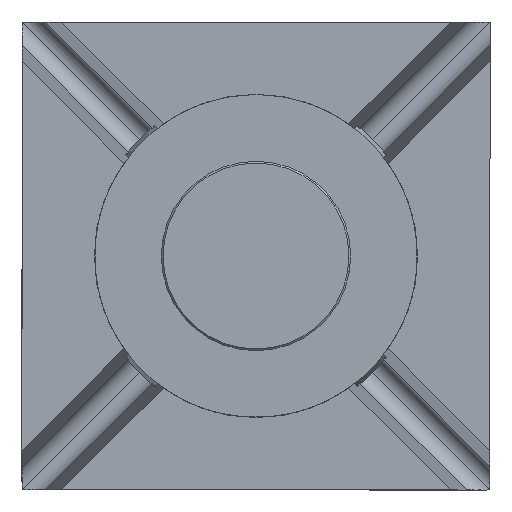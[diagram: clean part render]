
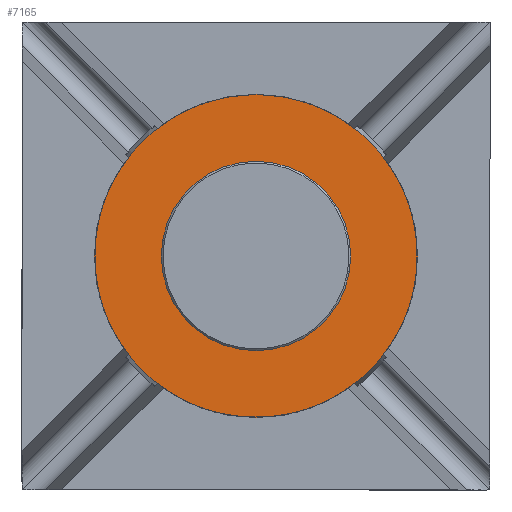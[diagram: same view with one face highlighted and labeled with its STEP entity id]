
A CAD part, left-side view. The second image highlights one B-rep face of the part: STEP entity #7165.
In plain terms, the highlighted planar face has unit normal (-1, 0, 0).
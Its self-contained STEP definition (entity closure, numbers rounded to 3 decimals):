
#211 = VERTEX_POINT ( 'NONE', #7618 ) ;
#355 = CARTESIAN_POINT ( 'NONE',  ( -25.771, 8.728, 0. ) ) ;
#883 = FACE_BOUND ( 'NONE', #1329, .T. ) ;
#1144 = ORIENTED_EDGE ( 'NONE', *, *, #4029, .F. ) ;
#1207 = CIRCLE ( 'NONE', #5436, 7.25 ) ;
#1329 = EDGE_LOOP ( 'NONE', ( #1144, #1448 ) ) ;
#1417 = DIRECTION ( 'NONE',  ( 0., -1., 0. ) ) ;
#1448 = ORIENTED_EDGE ( 'NONE', *, *, #5508, .F. ) ;
#1673 = CIRCLE ( 'NONE', #6419, 4.25 ) ;
#2107 = ORIENTED_EDGE ( 'NONE', *, *, #4098, .T. ) ;
#2151 = CARTESIAN_POINT ( 'NONE',  ( -25.771, 4.478, 0. ) ) ;
#2181 = EDGE_CURVE ( 'NONE', #7634, #5029, #1207, .T. ) ;
#2254 = ORIENTED_EDGE ( 'NONE', *, *, #2181, .T. ) ;
#2549 = DIRECTION ( 'NONE',  ( -1., 0., 0. ) ) ;
#2628 = DIRECTION ( 'NONE',  ( -1., 0., 0. ) ) ;
#2662 = CIRCLE ( 'NONE', #7005, 4.25 ) ;
#2802 = CARTESIAN_POINT ( 'NONE',  ( -25.771, -2.772, 0. ) ) ;
#3062 = CARTESIAN_POINT ( 'NONE',  ( -25.771, 4.478, 0. ) ) ;
#3326 = CARTESIAN_POINT ( 'NONE',  ( -25.771, 8.728, 0. ) ) ;
#3409 = CARTESIAN_POINT ( 'NONE',  ( -25.771, 11.728, 0. ) ) ;
#3476 = DIRECTION ( 'NONE',  ( 0., -1., 0. ) ) ;
#3659 = EDGE_LOOP ( 'NONE', ( #2254, #2107 ) ) ;
#3916 = AXIS2_PLACEMENT_3D ( 'NONE', #5238, #5943, #3476 ) ;
#4029 = EDGE_CURVE ( 'NONE', #211, #5190, #1673, .T. ) ;
#4098 = EDGE_CURVE ( 'NONE', #5029, #7634, #4925, .T. ) ;
#4376 = DIRECTION ( 'NONE',  ( -1., 0., 0. ) ) ;
#4925 = CIRCLE ( 'NONE', #3916, 7.25 ) ;
#4975 = CARTESIAN_POINT ( 'NONE',  ( -25.771, 4.478, 0. ) ) ;
#5029 = VERTEX_POINT ( 'NONE', #3409 ) ;
#5190 = VERTEX_POINT ( 'NONE', #3326 ) ;
#5238 = CARTESIAN_POINT ( 'NONE',  ( -25.771, 4.478, 0. ) ) ;
#5436 = AXIS2_PLACEMENT_3D ( 'NONE', #4975, #4376, #7397 ) ;
#5508 = EDGE_CURVE ( 'NONE', #5190, #211, #2662, .T. ) ;
#5672 = AXIS2_PLACEMENT_3D ( 'NONE', #355, #2628, #1417 ) ;
#5943 = DIRECTION ( 'NONE',  ( -1., 0., 0. ) ) ;
#6222 = PLANE ( 'NONE',  #5672 ) ;
#6419 = AXIS2_PLACEMENT_3D ( 'NONE', #2151, #6944, #7354 ) ;
#6571 = DIRECTION ( 'NONE',  ( 0., -1., 0. ) ) ;
#6944 = DIRECTION ( 'NONE',  ( -1., 0., 0. ) ) ;
#7005 = AXIS2_PLACEMENT_3D ( 'NONE', #3062, #2549, #6571 ) ;
#7165 = ADVANCED_FACE ( 'NONE', ( #7404, #883 ), #6222, .T. ) ;
#7354 = DIRECTION ( 'NONE',  ( 0., -1., 0. ) ) ;
#7397 = DIRECTION ( 'NONE',  ( 0., -1., 0. ) ) ;
#7404 = FACE_OUTER_BOUND ( 'NONE', #3659, .T. ) ;
#7618 = CARTESIAN_POINT ( 'NONE',  ( -25.771, 0.228, 0. ) ) ;
#7634 = VERTEX_POINT ( 'NONE', #2802 ) ;
